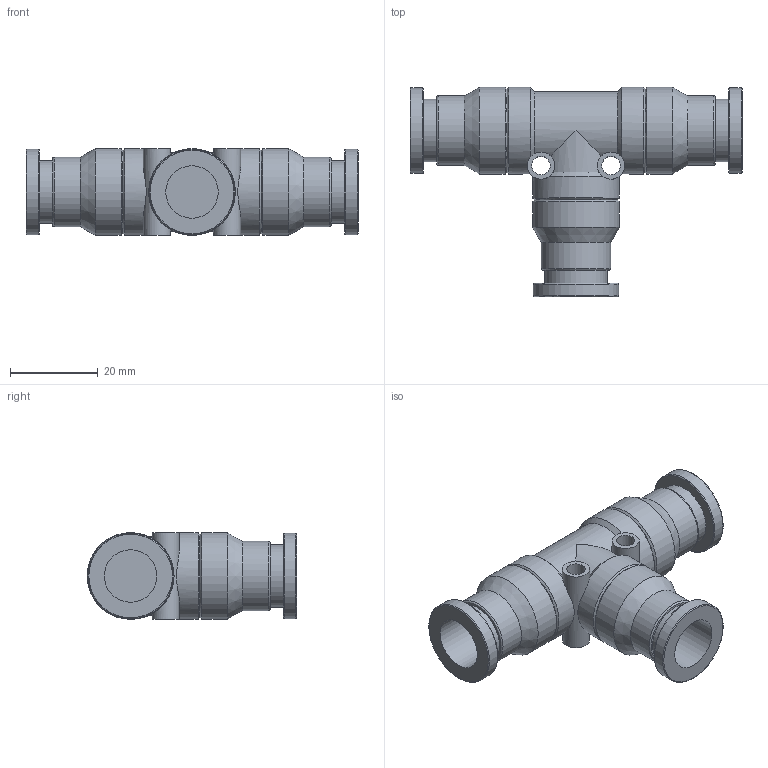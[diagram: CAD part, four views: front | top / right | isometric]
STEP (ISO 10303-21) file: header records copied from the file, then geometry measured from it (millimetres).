
FILE_DESCRIPTION(/* description */ ('STEP AP214'),/* implementation_level */ '2;1');
FILE_NAME(/* name */ '130672_CRQST-12',/* time_stamp */ '2024-08-09T14:25:21+02:00',/* author */ ('License CC BY-ND 4.0'),/* organization */ ('CADENAS'),/* preprocessor_version */ 'ST-DEVELOPER v19.3',/* originating_system */ 'PARTsolutions',/* authorisation */ ' ');
FILE_SCHEMA (('AUTOMOTIVE_DESIGN {1 0 10303 214 3 1 1}'));
Length unit declared in the file: millimetre
Products named in the file (1): 130672 CRQST-12
Bounding box: 75.8 x 47.8 x 19.8 mm (x, y, z)
Volume: 17913.4 mm3; surface area: 11100.4 mm2
Topology: 1 solids, 1 shells, 67 faces, 146 edges, 90 vertices
Faces by surface type: cylinder 25, cone 17, plane 16, torus 9
Full cylindrical faces by diameter (mm): 4.2 x2, 6.2 x2, 12 x3, 14.256 x3, 15.84 x3, 19.5 x3, 19.8 x6
Entity records: 1657 total; most frequent: CARTESIAN_POINT 363, DIRECTION 274, ORIENTED_EDGE 194, AXIS2_PLACEMENT_3D 137, EDGE_LOOP 122, FACE_BOUND 122, EDGE_CURVE 97, VERTEX_POINT 83
